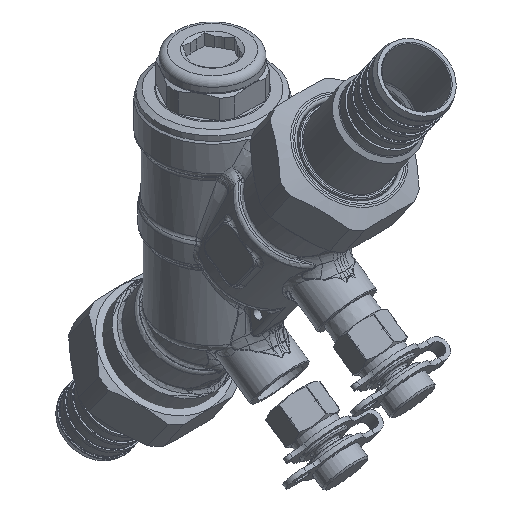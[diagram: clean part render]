
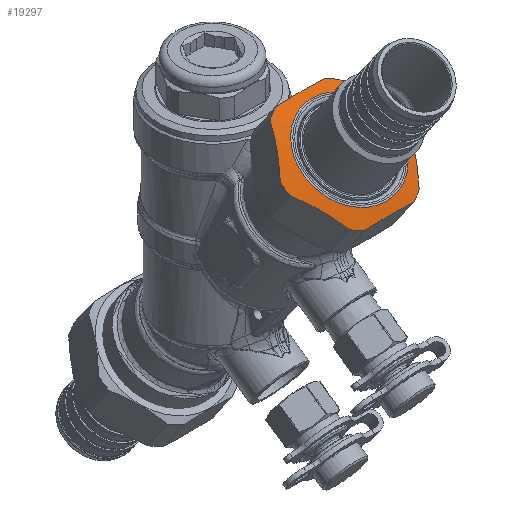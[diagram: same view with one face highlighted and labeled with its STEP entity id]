
A CAD part, isometric view. The second image highlights one B-rep face of the part: STEP entity #19297.
In plain terms, the highlighted conical face has half-angle 60 degrees and reference radius 17.78 mm.
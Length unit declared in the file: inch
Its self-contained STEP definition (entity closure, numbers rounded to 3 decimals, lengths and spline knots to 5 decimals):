
#954=(
BOUNDED_CURVE()
B_SPLINE_CURVE(2,(#140450,#140451,#140452),.UNSPECIFIED.,.F.,.F.)
B_SPLINE_CURVE_WITH_KNOTS((3,3),(0.,1.67512),.UNSPECIFIED.)
CURVE()
GEOMETRIC_REPRESENTATION_ITEM()
RATIONAL_B_SPLINE_CURVE((1.,1.096,1.))
REPRESENTATION_ITEM('')
);
#955=(
BOUNDED_CURVE()
B_SPLINE_CURVE(2,(#140456,#140457,#140458),.UNSPECIFIED.,.F.,.F.)
B_SPLINE_CURVE_WITH_KNOTS((3,3),(0.,1.67512),.UNSPECIFIED.)
CURVE()
GEOMETRIC_REPRESENTATION_ITEM()
RATIONAL_B_SPLINE_CURVE((1.,1.096,1.))
REPRESENTATION_ITEM('')
);
#956=(
BOUNDED_CURVE()
B_SPLINE_CURVE(2,(#140462,#140463,#140464),.UNSPECIFIED.,.F.,.F.)
B_SPLINE_CURVE_WITH_KNOTS((3,3),(0.,1.67512),.UNSPECIFIED.)
CURVE()
GEOMETRIC_REPRESENTATION_ITEM()
RATIONAL_B_SPLINE_CURVE((1.,1.096,1.))
REPRESENTATION_ITEM('')
);
#957=(
BOUNDED_CURVE()
B_SPLINE_CURVE(2,(#140468,#140469,#140470),.UNSPECIFIED.,.F.,.F.)
B_SPLINE_CURVE_WITH_KNOTS((3,3),(0.,1.67512),.UNSPECIFIED.)
CURVE()
GEOMETRIC_REPRESENTATION_ITEM()
RATIONAL_B_SPLINE_CURVE((1.,1.096,1.))
REPRESENTATION_ITEM('')
);
#958=(
BOUNDED_CURVE()
B_SPLINE_CURVE(2,(#140474,#140475,#140476),.UNSPECIFIED.,.F.,.F.)
B_SPLINE_CURVE_WITH_KNOTS((3,3),(0.,1.67512),.UNSPECIFIED.)
CURVE()
GEOMETRIC_REPRESENTATION_ITEM()
RATIONAL_B_SPLINE_CURVE((1.,1.096,1.))
REPRESENTATION_ITEM('')
);
#959=(
BOUNDED_CURVE()
B_SPLINE_CURVE(2,(#140480,#140481,#140482),.UNSPECIFIED.,.F.,.F.)
B_SPLINE_CURVE_WITH_KNOTS((3,3),(0.,1.67512),.UNSPECIFIED.)
CURVE()
GEOMETRIC_REPRESENTATION_ITEM()
RATIONAL_B_SPLINE_CURVE((1.,1.096,1.))
REPRESENTATION_ITEM('')
);
#2329=CONICAL_SURFACE('',#20676,0.7,1.047);
#3629=FACE_OUTER_BOUND('',#4852,.T.);
#4852=EDGE_LOOP('',(#16371,#16372,#16373,#16374,#16375,#16376,#16377,#16378,
#16379,#16380,#16381,#16382,#16383,#16384,#16385,#16386));
#5753=CIRCLE('',#20673,0.60928);
#5755=CIRCLE('',#20677,0.8);
#5756=CIRCLE('',#20678,0.8);
#5757=CIRCLE('',#20679,0.8);
#5758=CIRCLE('',#20680,0.8);
#5759=CIRCLE('',#20681,0.8);
#5760=CIRCLE('',#20682,0.8);
#5761=CIRCLE('',#20683,0.8);
#6268=LINE('',#140446,#6681);
#6681=VECTOR('',#23777,0.7);
#8273=VERTEX_POINT('',#140438);
#8275=VERTEX_POINT('',#140445);
#8276=VERTEX_POINT('',#140447);
#8277=VERTEX_POINT('',#140449);
#8278=VERTEX_POINT('',#140453);
#8279=VERTEX_POINT('',#140455);
#8280=VERTEX_POINT('',#140459);
#8281=VERTEX_POINT('',#140461);
#8282=VERTEX_POINT('',#140465);
#8283=VERTEX_POINT('',#140467);
#8284=VERTEX_POINT('',#140471);
#8285=VERTEX_POINT('',#140473);
#8286=VERTEX_POINT('',#140477);
#8287=VERTEX_POINT('',#140479);
#10993=EDGE_CURVE('',#8273,#8273,#5753,.T.);
#10995=EDGE_CURVE('',#8273,#8275,#6268,.T.);
#10996=EDGE_CURVE('',#8276,#8275,#5755,.T.);
#10997=EDGE_CURVE('',#8277,#8276,#954,.T.);
#10998=EDGE_CURVE('',#8278,#8277,#5756,.T.);
#10999=EDGE_CURVE('',#8279,#8278,#955,.T.);
#11000=EDGE_CURVE('',#8280,#8279,#5757,.T.);
#11001=EDGE_CURVE('',#8281,#8280,#956,.T.);
#11002=EDGE_CURVE('',#8282,#8281,#5758,.T.);
#11003=EDGE_CURVE('',#8283,#8282,#957,.T.);
#11004=EDGE_CURVE('',#8284,#8283,#5759,.T.);
#11005=EDGE_CURVE('',#8285,#8284,#958,.T.);
#11006=EDGE_CURVE('',#8286,#8285,#5760,.T.);
#11007=EDGE_CURVE('',#8287,#8286,#959,.T.);
#11008=EDGE_CURVE('',#8275,#8287,#5761,.T.);
#16371=ORIENTED_EDGE('',*,*,#10993,.F.);
#16372=ORIENTED_EDGE('',*,*,#10995,.T.);
#16373=ORIENTED_EDGE('',*,*,#10996,.F.);
#16374=ORIENTED_EDGE('',*,*,#10997,.F.);
#16375=ORIENTED_EDGE('',*,*,#10998,.F.);
#16376=ORIENTED_EDGE('',*,*,#10999,.F.);
#16377=ORIENTED_EDGE('',*,*,#11000,.F.);
#16378=ORIENTED_EDGE('',*,*,#11001,.F.);
#16379=ORIENTED_EDGE('',*,*,#11002,.F.);
#16380=ORIENTED_EDGE('',*,*,#11003,.F.);
#16381=ORIENTED_EDGE('',*,*,#11004,.F.);
#16382=ORIENTED_EDGE('',*,*,#11005,.F.);
#16383=ORIENTED_EDGE('',*,*,#11006,.F.);
#16384=ORIENTED_EDGE('',*,*,#11007,.F.);
#16385=ORIENTED_EDGE('',*,*,#11008,.F.);
#16386=ORIENTED_EDGE('',*,*,#10995,.F.);
#19297=ADVANCED_FACE('',(#3629),#2329,.T.);
#20673=AXIS2_PLACEMENT_3D('',#140440,#23769,#23770);
#20676=AXIS2_PLACEMENT_3D('',#140444,#23775,#23776);
#20677=AXIS2_PLACEMENT_3D('',#140448,#23778,#23779);
#20678=AXIS2_PLACEMENT_3D('',#140454,#23780,#23781);
#20679=AXIS2_PLACEMENT_3D('',#140460,#23782,#23783);
#20680=AXIS2_PLACEMENT_3D('',#140466,#23784,#23785);
#20681=AXIS2_PLACEMENT_3D('',#140472,#23786,#23787);
#20682=AXIS2_PLACEMENT_3D('',#140478,#23788,#23789);
#20683=AXIS2_PLACEMENT_3D('',#140483,#23790,#23791);
#23769=DIRECTION('center_axis',(0.,-0.574,
0.819));
#23770=DIRECTION('ref_axis',(-1.,0.,0.));
#23775=DIRECTION('center_axis',(0.,0.574,
-0.819));
#23776=DIRECTION('ref_axis',(1.,0.,0.));
#23777=DIRECTION('',(-0.866,0.287,-0.41));
#23778=DIRECTION('center_axis',(0.,0.574,
-0.819));
#23779=DIRECTION('ref_axis',(-1.,0.,0.));
#23780=DIRECTION('center_axis',(0.,0.574,
-0.819));
#23781=DIRECTION('ref_axis',(-1.,0.,0.));
#23782=DIRECTION('center_axis',(0.,0.574,
-0.819));
#23783=DIRECTION('ref_axis',(-1.,0.,0.));
#23784=DIRECTION('center_axis',(0.,0.574,
-0.819));
#23785=DIRECTION('ref_axis',(-1.,0.,0.));
#23786=DIRECTION('center_axis',(0.,0.574,
-0.819));
#23787=DIRECTION('ref_axis',(-1.,0.,0.));
#23788=DIRECTION('center_axis',(0.,0.574,
-0.819));
#23789=DIRECTION('ref_axis',(-1.,0.,0.));
#23790=DIRECTION('center_axis',(0.,0.574,
-0.819));
#23791=DIRECTION('ref_axis',(-1.,0.,0.));
#140438=CARTESIAN_POINT('',(-0.60928,-1.83453,0.22021));
#140440=CARTESIAN_POINT('Origin',(0.,-1.83453,
0.22021));
#140444=CARTESIAN_POINT('Origin',(0.,-1.80449,
0.17731));
#140445=CARTESIAN_POINT('',(-0.8,-1.77137,0.13001));
#140446=CARTESIAN_POINT('',(-0.7,-1.80449,0.17731));
#140447=CARTESIAN_POINT('',(-0.79583,-1.8382,0.08322));
#140448=CARTESIAN_POINT('Origin',(0.,-1.77137,
0.13001));
#140449=CARTESIAN_POINT('',(-0.46857,-2.30252,-0.2419));
#140450=CARTESIAN_POINT('Ctrl Pts',(-0.46857,-2.30252,
-0.2419));
#140451=CARTESIAN_POINT('Ctrl Pts',(-0.6322,-2.1147,
-0.01603));
#140452=CARTESIAN_POINT('Ctrl Pts',(-0.79583,-1.8382,
0.08322));
#140453=CARTESIAN_POINT('',(-0.32726,-2.36935,-0.2887));
#140454=CARTESIAN_POINT('Origin',(0.,-1.77137,
0.13001));
#140455=CARTESIAN_POINT('',(0.32726,-2.36935,-0.2887));
#140456=CARTESIAN_POINT('Ctrl Pts',(0.32726,-2.36935,
-0.2887));
#140457=CARTESIAN_POINT('Ctrl Pts',(0.,-2.41369,
-0.22538));
#140458=CARTESIAN_POINT('Ctrl Pts',(-0.32726,-2.36935,
-0.2887));
#140459=CARTESIAN_POINT('',(0.46857,-2.30252,-0.2419));
#140460=CARTESIAN_POINT('Origin',(0.,-1.77137,
0.13001));
#140461=CARTESIAN_POINT('',(0.79583,-1.8382,0.08322));
#140462=CARTESIAN_POINT('Ctrl Pts',(0.79583,-1.8382,
0.08322));
#140463=CARTESIAN_POINT('Ctrl Pts',(0.6322,-2.1147,
-0.01603));
#140464=CARTESIAN_POINT('Ctrl Pts',(0.46857,-2.30252,
-0.2419));
#140465=CARTESIAN_POINT('',(0.79583,-1.70454,0.17681));
#140466=CARTESIAN_POINT('Origin',(0.,-1.77137,
0.13001));
#140467=CARTESIAN_POINT('',(0.46857,-1.24022,0.50193));
#140468=CARTESIAN_POINT('Ctrl Pts',(0.46857,-1.24022,
0.50193));
#140469=CARTESIAN_POINT('Ctrl Pts',(0.6322,-1.51672,
0.40268));
#140470=CARTESIAN_POINT('Ctrl Pts',(0.79583,-1.70454,
0.17681));
#140471=CARTESIAN_POINT('',(0.32726,-1.17339,0.54872));
#140472=CARTESIAN_POINT('Origin',(0.,-1.77137,
0.13001));
#140473=CARTESIAN_POINT('',(-0.32726,-1.17339,0.54872));
#140474=CARTESIAN_POINT('Ctrl Pts',(-0.32726,-1.17339,
0.54872));
#140475=CARTESIAN_POINT('Ctrl Pts',(0.,-1.21772,
0.61204));
#140476=CARTESIAN_POINT('Ctrl Pts',(0.32726,-1.17339,
0.54872));
#140477=CARTESIAN_POINT('',(-0.46857,-1.24022,0.50193));
#140478=CARTESIAN_POINT('Origin',(0.,-1.77137,
0.13001));
#140479=CARTESIAN_POINT('',(-0.79583,-1.70454,0.17681));
#140480=CARTESIAN_POINT('Ctrl Pts',(-0.79583,-1.70454,
0.17681));
#140481=CARTESIAN_POINT('Ctrl Pts',(-0.6322,-1.51672,
0.40268));
#140482=CARTESIAN_POINT('Ctrl Pts',(-0.46857,-1.24022,
0.50193));
#140483=CARTESIAN_POINT('Origin',(0.,-1.77137,
0.13001));
